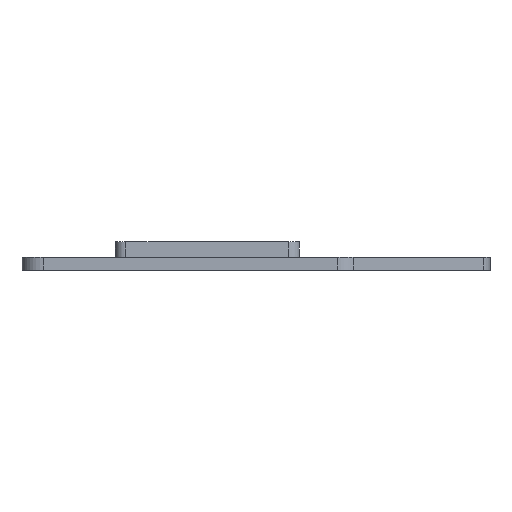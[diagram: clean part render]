
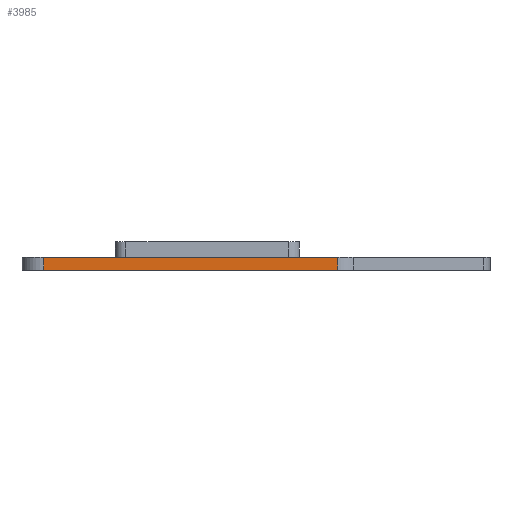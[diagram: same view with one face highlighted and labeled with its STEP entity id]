
A CAD part, left-side view. The second image highlights one B-rep face of the part: STEP entity #3985.
In plain terms, the highlighted planar face has unit normal (-1, 0, 0).
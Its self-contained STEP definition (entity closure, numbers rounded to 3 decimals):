
#245=PLANE('',#4231);
#431=FACE_OUTER_BOUND('',#657,.T.);
#657=EDGE_LOOP('',(#3567,#3568,#3569,#3570));
#749=LINE('',#5344,#1254);
#1190=LINE('',#6290,#1695);
#1191=LINE('',#6294,#1696);
#1192=LINE('',#6295,#1697);
#1254=VECTOR('',#4354,10.);
#1695=VECTOR('',#5169,10.);
#1696=VECTOR('',#5174,10.);
#1697=VECTOR('',#5175,10.);
#1805=VERTEX_POINT('',#5341);
#1806=VERTEX_POINT('',#5343);
#2117=VERTEX_POINT('',#6289);
#2118=VERTEX_POINT('',#6293);
#2187=EDGE_CURVE('',#1805,#1806,#749,.T.);
#2657=EDGE_CURVE('',#1806,#2117,#1190,.T.);
#2659=EDGE_CURVE('',#2118,#1805,#1191,.T.);
#2660=EDGE_CURVE('',#2118,#2117,#1192,.T.);
#3567=ORIENTED_EDGE('',*,*,#2659,.F.);
#3568=ORIENTED_EDGE('',*,*,#2660,.T.);
#3569=ORIENTED_EDGE('',*,*,#2657,.F.);
#3570=ORIENTED_EDGE('',*,*,#2187,.F.);
#3985=ADVANCED_FACE('',(#431),#245,.T.);
#4231=AXIS2_PLACEMENT_3D('',#6292,#5172,#5173);
#4354=DIRECTION('',(0.,-1.,0.));
#5169=DIRECTION('',(0.,0.,-1.));
#5172=DIRECTION('center_axis',(-1.,0.,0.));
#5173=DIRECTION('ref_axis',(0.,-1.,0.));
#5174=DIRECTION('',(0.,0.,1.));
#5175=DIRECTION('',(0.,-1.,0.));
#5341=CARTESIAN_POINT('',(-186.098,5.952,24.3));
#5343=CARTESIAN_POINT('',(-186.098,-62.455,24.3));
#5344=CARTESIAN_POINT('',(-186.098,10.952,24.3));
#6289=CARTESIAN_POINT('',(-186.098,-62.455,21.3));
#6290=CARTESIAN_POINT('',(-186.098,-62.455,21.3));
#6292=CARTESIAN_POINT('Origin',(-186.098,10.952,21.3));
#6293=CARTESIAN_POINT('',(-186.098,5.952,21.3));
#6294=CARTESIAN_POINT('',(-186.098,5.952,21.3));
#6295=CARTESIAN_POINT('',(-186.098,10.952,21.3));
